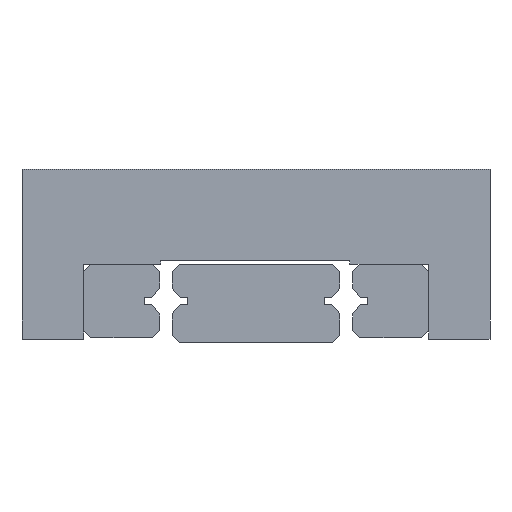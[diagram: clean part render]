
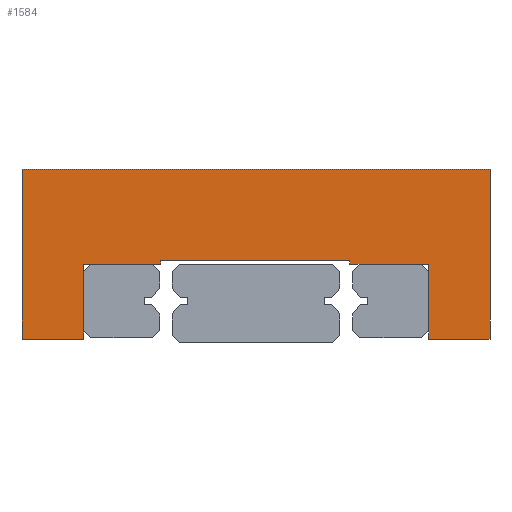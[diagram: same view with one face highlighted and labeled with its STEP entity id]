
A CAD part, front view. The second image highlights one B-rep face of the part: STEP entity #1584.
In plain terms, the highlighted planar face has unit normal (0, -1, 0).
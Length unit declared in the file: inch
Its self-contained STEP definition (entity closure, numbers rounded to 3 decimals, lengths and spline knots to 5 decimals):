
#1062=CARTESIAN_POINT('',(-0.20343,-2.4605,-0.02133));
#1063=VERTEX_POINT('',#1062);
#1070=CARTESIAN_POINT('',(-0.36852,-2.4605,-0.02133));
#1071=VERTEX_POINT('',#1070);
#1072=CARTESIAN_POINT('',(-0.20343,-2.4605,-0.02133));
#1073=DIRECTION('',(-1.0,0.0,0.0));
#1074=VECTOR('',#1073,0.16508);
#1075=LINE('',#1072,#1074);
#1076=EDGE_CURVE('',#1063,#1071,#1075,.T.);
#1126=CARTESIAN_POINT('',(0.36875,-2.4605,-0.02133));
#1127=VERTEX_POINT('',#1126);
#1134=CARTESIAN_POINT('',(0.2007,-2.4605,-0.02133));
#1135=VERTEX_POINT('',#1134);
#1136=CARTESIAN_POINT('',(0.36875,-2.4605,-0.02133));
#1137=DIRECTION('',(-1.0,0.0,0.0));
#1138=VECTOR('',#1137,0.16805);
#1139=LINE('',#1136,#1138);
#1140=EDGE_CURVE('',#1127,#1135,#1139,.T.);
#1252=CARTESIAN_POINT('',(0.5,-2.4605,0.18125));
#1253=VERTEX_POINT('',#1252);
#1260=CARTESIAN_POINT('',(0.5,-2.4605,-0.18125));
#1261=VERTEX_POINT('',#1260);
#1262=CARTESIAN_POINT('',(0.5,-2.4605,0.18125));
#1263=DIRECTION('',(0.0,0.0,-1.0));
#1264=VECTOR('',#1263,0.3625);
#1265=LINE('',#1262,#1264);
#1266=EDGE_CURVE('',#1253,#1261,#1265,.T.);
#1290=CARTESIAN_POINT('',(-0.5,-2.4605,0.18125));
#1291=VERTEX_POINT('',#1290);
#1298=CARTESIAN_POINT('',(-0.5,-2.4605,0.18125));
#1299=DIRECTION('',(1.0,0.0,0.0));
#1300=VECTOR('',#1299,1.0);
#1301=LINE('',#1298,#1300);
#1302=EDGE_CURVE('',#1291,#1253,#1301,.T.);
#1345=CARTESIAN_POINT('',(-0.5,-2.4605,-0.18125));
#1346=VERTEX_POINT('',#1345);
#1353=CARTESIAN_POINT('',(-0.5,-2.4605,-0.18125));
#1354=DIRECTION('',(0.0,0.0,1.0));
#1355=VECTOR('',#1354,0.3625);
#1356=LINE('',#1353,#1355);
#1357=EDGE_CURVE('',#1346,#1291,#1356,.T.);
#1376=CARTESIAN_POINT('',(-0.36852,-2.4605,-0.18125));
#1377=VERTEX_POINT('',#1376);
#1384=CARTESIAN_POINT('',(-0.36852,-2.4605,-0.18125));
#1385=DIRECTION('',(-1.0,0.0,0.0));
#1386=VECTOR('',#1385,0.13148);
#1387=LINE('',#1384,#1386);
#1388=EDGE_CURVE('',#1377,#1346,#1387,.T.);
#1412=CARTESIAN_POINT('',(-0.36852,-2.4605,-0.02133));
#1413=DIRECTION('',(0.0,0.0,-1.0));
#1414=VECTOR('',#1413,0.15992);
#1415=LINE('',#1412,#1414);
#1416=EDGE_CURVE('',#1071,#1377,#1415,.T.);
#1435=CARTESIAN_POINT('',(-0.20343,-2.4605,-0.01375));
#1436=VERTEX_POINT('',#1435);
#1443=CARTESIAN_POINT('',(-0.20343,-2.4605,-0.01375));
#1444=DIRECTION('',(0.0,0.0,-1.0));
#1445=VECTOR('',#1444,0.00758);
#1446=LINE('',#1443,#1445);
#1447=EDGE_CURVE('',#1436,#1063,#1446,.T.);
#1466=CARTESIAN_POINT('',(0.2007,-2.4605,-0.01375));
#1467=VERTEX_POINT('',#1466);
#1474=CARTESIAN_POINT('',(0.2007,-2.4605,-0.01375));
#1475=DIRECTION('',(-1.0,0.0,0.0));
#1476=VECTOR('',#1475,0.40413);
#1477=LINE('',#1474,#1476);
#1478=EDGE_CURVE('',#1467,#1436,#1477,.T.);
#1496=CARTESIAN_POINT('',(0.2007,-2.4605,-0.02133));
#1497=DIRECTION('',(0.0,0.0,1.0));
#1498=VECTOR('',#1497,0.00758);
#1499=LINE('',#1496,#1498);
#1500=EDGE_CURVE('',#1135,#1467,#1499,.T.);
#1519=CARTESIAN_POINT('',(0.36875,-2.4605,-0.18125));
#1520=VERTEX_POINT('',#1519);
#1527=CARTESIAN_POINT('',(0.36875,-2.4605,-0.18125));
#1528=DIRECTION('',(0.0,0.0,1.0));
#1529=VECTOR('',#1528,0.15992);
#1530=LINE('',#1527,#1529);
#1531=EDGE_CURVE('',#1520,#1127,#1530,.T.);
#1555=CARTESIAN_POINT('',(0.5,-2.4605,-0.18125));
#1556=DIRECTION('',(-1.0,0.0,0.0));
#1557=VECTOR('',#1556,0.13125);
#1558=LINE('',#1555,#1557);
#1559=EDGE_CURVE('',#1261,#1520,#1558,.T.);
#1565=CARTESIAN_POINT('',(0.00001,-2.4605,0.02886));
#1566=DIRECTION('',(0.0,1.0,0.0));
#1567=DIRECTION('',(0.0,0.0,1.0));
#1568=AXIS2_PLACEMENT_3D('',#1565,#1566,#1567);
#1569=PLANE('',#1568);
#1570=ORIENTED_EDGE('',*,*,#1559,.F.);
#1571=ORIENTED_EDGE('',*,*,#1266,.F.);
#1572=ORIENTED_EDGE('',*,*,#1302,.F.);
#1573=ORIENTED_EDGE('',*,*,#1357,.F.);
#1574=ORIENTED_EDGE('',*,*,#1388,.F.);
#1575=ORIENTED_EDGE('',*,*,#1416,.F.);
#1576=ORIENTED_EDGE('',*,*,#1076,.F.);
#1577=ORIENTED_EDGE('',*,*,#1447,.F.);
#1578=ORIENTED_EDGE('',*,*,#1478,.F.);
#1579=ORIENTED_EDGE('',*,*,#1500,.F.);
#1580=ORIENTED_EDGE('',*,*,#1140,.F.);
#1581=ORIENTED_EDGE('',*,*,#1531,.F.);
#1582=EDGE_LOOP('',(#1570,#1571,#1572,#1573,#1574,#1575,#1576,#1577,#1578,#1579,#1580,#1581));
#1583=FACE_OUTER_BOUND('',#1582,.T.);
#1584=ADVANCED_FACE('',(#1583),#1569,.F.);
